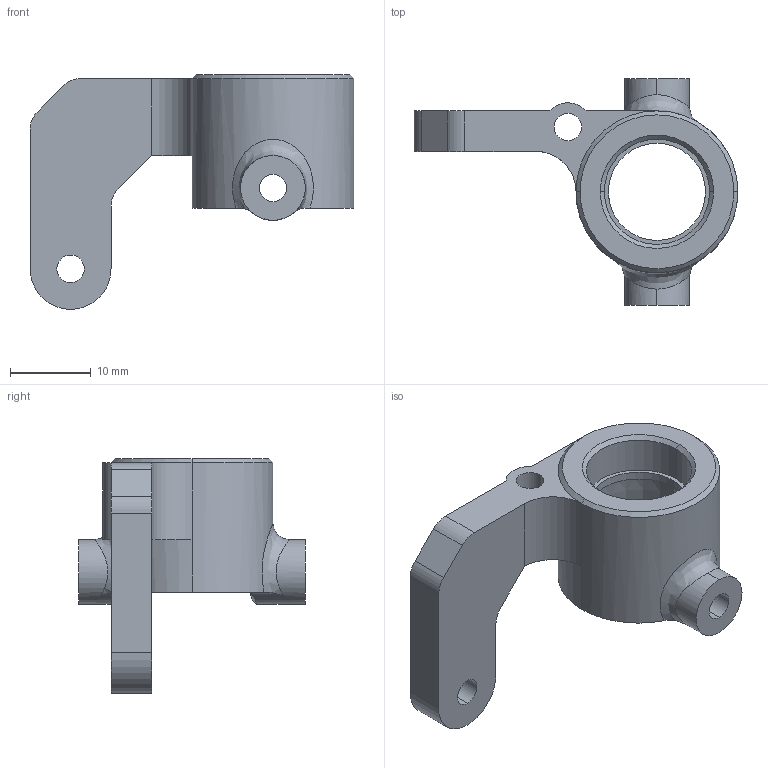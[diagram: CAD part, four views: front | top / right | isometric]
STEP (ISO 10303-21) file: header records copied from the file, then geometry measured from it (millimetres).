
FILE_DESCRIPTION (( 'STEP AP203' ), '1' );
FILE_NAME ('Fusée avg EB48SL.STEP', '2023-05-30T07:37:23', ( '' ), ( '' ), 'SwSTEP 2.0', 'SolidWorks 2015', '' );
FILE_SCHEMA (( 'CONFIG_CONTROL_DESIGN' ));
Length unit declared in the file: millimetre
Products named in the file (1): Fusée avg EB48SL
Bounding box: 40 x 28 x 29 mm (x, y, z)
Volume: 5154.1 mm3; surface area: 3693.2 mm2
Topology: 1 solids, 1 shells, 64 faces, 164 edges, 103 vertices
Faces by surface type: cylinder 31, plane 16, cone 9, bspline 8
Entity records: 3359 total; most frequent: CARTESIAN_POINT 1771, ORIENTED_EDGE 328, DIRECTION 294, EDGE_CURVE 164, AXIS2_PLACEMENT_3D 116, VERTEX_POINT 103, EDGE_LOOP 75, FACE_OUTER_BOUND 64
